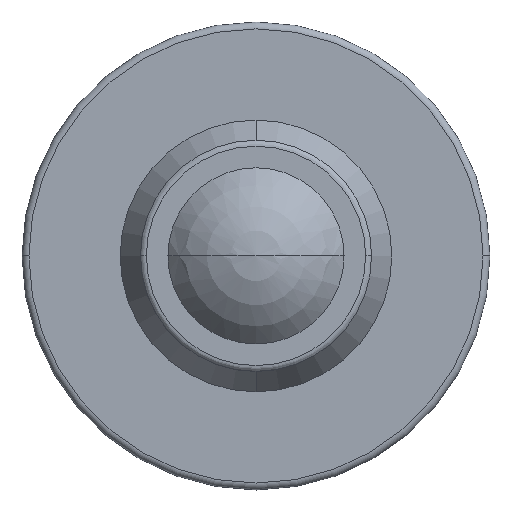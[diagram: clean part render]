
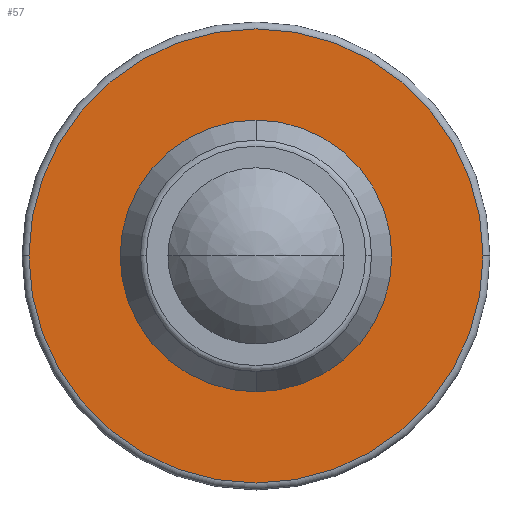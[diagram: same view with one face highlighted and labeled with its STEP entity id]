
A CAD part, top view. The second image highlights one B-rep face of the part: STEP entity #57.
In plain terms, the highlighted planar face has unit normal (0, 0, 1).
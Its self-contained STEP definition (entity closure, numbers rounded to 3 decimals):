
#57=ADVANCED_FACE('',(#90,#91),#92,.T.);
#90=FACE_OUTER_BOUND('',#133,.T.);
#91=FACE_BOUND('',#134,.T.);
#92=PLANE('',#135);
#133=EDGE_LOOP('',(#246,#247,#248));
#134=EDGE_LOOP('',(#249,#250));
#135=AXIS2_PLACEMENT_3D('',#251,#252,#253);
#246=ORIENTED_EDGE('',*,*,#342,.F.);
#247=ORIENTED_EDGE('',*,*,#341,.F.);
#248=ORIENTED_EDGE('',*,*,#359,.F.);
#249=ORIENTED_EDGE('',*,*,#349,.T.);
#250=ORIENTED_EDGE('',*,*,#358,.T.);
#251=CARTESIAN_POINT('',(0.0,6.593,1.8));
#252=DIRECTION('',(0.0,0.0,1.0));
#253=DIRECTION('',(1.0,0.0,0.0));
#341=EDGE_CURVE('',#414,#417,#418,.T.);
#342=EDGE_CURVE('',#417,#419,#420,.T.);
#349=EDGE_CURVE('',#424,#430,#432,.T.);
#358=EDGE_CURVE('',#430,#424,#445,.T.);
#359=EDGE_CURVE('',#419,#414,#446,.T.);
#414=VERTEX_POINT('',#505);
#417=VERTEX_POINT('',#508);
#418=CIRCLE('',#509,8.25);
#419=VERTEX_POINT('',#510);
#420=CIRCLE('',#511,8.25);
#424=VERTEX_POINT('',#515);
#430=VERTEX_POINT('',#522);
#432=CIRCLE('',#525,4.936);
#445=CIRCLE('',#538,4.936);
#446=CIRCLE('',#539,8.25);
#505=CARTESIAN_POINT('',(-8.25,0.,1.8));
#508=CARTESIAN_POINT('',(0.0,8.25,1.8));
#509=AXIS2_PLACEMENT_3D('',#616,#617,#618);
#510=CARTESIAN_POINT('',(8.25,0.,1.8));
#511=AXIS2_PLACEMENT_3D('',#619,#620,#621);
#515=CARTESIAN_POINT('',(0.0,4.936,1.8));
#522=CARTESIAN_POINT('',(0.,-4.936,1.8));
#525=AXIS2_PLACEMENT_3D('',#636,#637,#638);
#538=AXIS2_PLACEMENT_3D('',#663,#664,#665);
#539=AXIS2_PLACEMENT_3D('',#666,#667,#668);
#616=CARTESIAN_POINT('',(0.0,0.0,1.8));
#617=DIRECTION('',(0.0,0.0,-1.0));
#618=DIRECTION('',(0.0,1.0,0.0));
#619=CARTESIAN_POINT('',(0.0,0.0,1.8));
#620=DIRECTION('',(0.0,0.0,-1.0));
#621=DIRECTION('',(0.0,1.0,0.0));
#636=CARTESIAN_POINT('',(0.0,0.0,1.8));
#637=DIRECTION('',(0.0,0.0,-1.0));
#638=DIRECTION('',(0.0,1.0,0.0));
#663=CARTESIAN_POINT('',(0.0,0.0,1.8));
#664=DIRECTION('',(0.0,0.0,-1.0));
#665=DIRECTION('',(0.0,1.0,0.0));
#666=CARTESIAN_POINT('',(0.0,0.0,1.8));
#667=DIRECTION('',(0.0,0.0,-1.0));
#668=DIRECTION('',(0.0,1.0,0.0));
